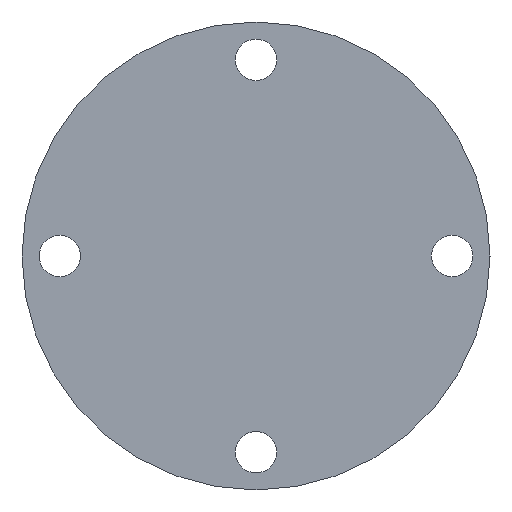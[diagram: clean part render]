
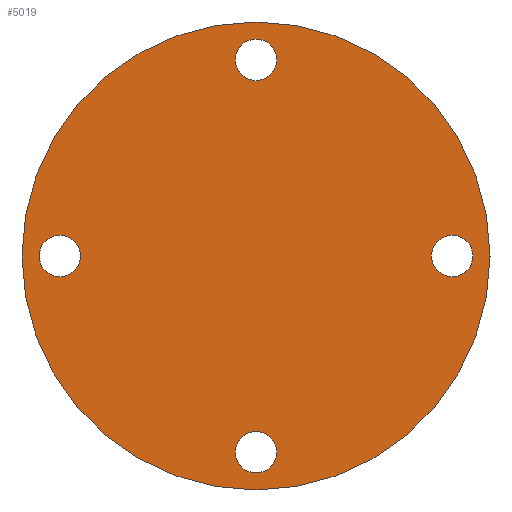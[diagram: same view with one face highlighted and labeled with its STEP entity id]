
A CAD part, front view. The second image highlights one B-rep face of the part: STEP entity #5019.
In plain terms, the highlighted planar face has unit normal (0, -1, 0).
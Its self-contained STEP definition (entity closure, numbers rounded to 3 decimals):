
#63 = ORIENTED_EDGE ( 'NONE', *, *, #8956, .T. ) ;
#128 = ORIENTED_EDGE ( 'NONE', *, *, #4410, .F. ) ;
#338 = CARTESIAN_POINT ( 'NONE',  ( -63.881, 0., 0. ) ) ;
#442 = DIRECTION ( 'NONE',  ( 0., 1., 0. ) ) ;
#521 = AXIS2_PLACEMENT_3D ( 'NONE', #10620, #442, #6381 ) ;
#715 = ORIENTED_EDGE ( 'NONE', *, *, #7831, .T. ) ;
#813 = CARTESIAN_POINT ( 'NONE',  ( -6.746, 0., -63.881 ) ) ;
#832 = AXIS2_PLACEMENT_3D ( 'NONE', #11170, #6136, #8046 ) ;
#846 = CIRCLE ( 'NONE', #3182, 6.746 ) ;
#974 = EDGE_CURVE ( 'NONE', #12249, #13242, #5695, .T. ) ;
#1071 = EDGE_LOOP ( 'NONE', ( #11378, #1731 ) ) ;
#1219 = CIRCLE ( 'NONE', #7170, 76.2 ) ;
#1251 = VERTEX_POINT ( 'NONE', #7588 ) ;
#1350 = VERTEX_POINT ( 'NONE', #813 ) ;
#1455 = VERTEX_POINT ( 'NONE', #1879 ) ;
#1647 = EDGE_LOOP ( 'NONE', ( #128, #11964 ) ) ;
#1658 = DIRECTION ( 'NONE',  ( 1., 0., 0. ) ) ;
#1731 = ORIENTED_EDGE ( 'NONE', *, *, #974, .T. ) ;
#1879 = CARTESIAN_POINT ( 'NONE',  ( -76.2, 0., 0. ) ) ;
#2076 = VERTEX_POINT ( 'NONE', #12281 ) ;
#2193 = FACE_BOUND ( 'NONE', #2531, .T. ) ;
#2314 = CIRCLE ( 'NONE', #832, 76.2 ) ;
#2531 = EDGE_LOOP ( 'NONE', ( #8590, #63 ) ) ;
#2532 = CARTESIAN_POINT ( 'NONE',  ( 0., 0., 63.881 ) ) ;
#2677 = FACE_BOUND ( 'NONE', #10025, .T. ) ;
#2691 = AXIS2_PLACEMENT_3D ( 'NONE', #2879, #4917, #10943 ) ;
#2805 = DIRECTION ( 'NONE',  ( 0., 1., 0. ) ) ;
#2879 = CARTESIAN_POINT ( 'NONE',  ( 63.881, 0., 0. ) ) ;
#2933 = CARTESIAN_POINT ( 'NONE',  ( 0., 0., 0. ) ) ;
#3102 = CARTESIAN_POINT ( 'NONE',  ( 6.746, 0., 63.881 ) ) ;
#3182 = AXIS2_PLACEMENT_3D ( 'NONE', #2532, #12818, #1658 ) ;
#3389 = CARTESIAN_POINT ( 'NONE',  ( 0., 0., 0. ) ) ;
#3611 = FACE_BOUND ( 'NONE', #9912, .T. ) ;
#3904 = DIRECTION ( 'NONE',  ( 1., 0., 0. ) ) ;
#4375 = CARTESIAN_POINT ( 'NONE',  ( -6.746, 0., 63.881 ) ) ;
#4410 = EDGE_CURVE ( 'NONE', #1455, #1251, #1219, .T. ) ;
#4520 = DIRECTION ( 'NONE',  ( 1., 0., 0. ) ) ;
#4601 = AXIS2_PLACEMENT_3D ( 'NONE', #4836, #12993, #6968 ) ;
#4836 = CARTESIAN_POINT ( 'NONE',  ( 0., 0., 63.881 ) ) ;
#4917 = DIRECTION ( 'NONE',  ( 0., 1., 0. ) ) ;
#4921 = EDGE_CURVE ( 'NONE', #5478, #11844, #5229, .T. ) ;
#5019 = ADVANCED_FACE ( 'NONE', ( #3611, #2193, #2677, #10485, #7084 ), #9506, .F. ) ;
#5100 = VERTEX_POINT ( 'NONE', #11849 ) ;
#5229 = CIRCLE ( 'NONE', #521, 6.746 ) ;
#5362 = EDGE_CURVE ( 'NONE', #1251, #1455, #2314, .T. ) ;
#5426 = ORIENTED_EDGE ( 'NONE', *, *, #4921, .T. ) ;
#5478 = VERTEX_POINT ( 'NONE', #12098 ) ;
#5508 = ORIENTED_EDGE ( 'NONE', *, *, #13097, .T. ) ;
#5666 = CIRCLE ( 'NONE', #2691, 6.746 ) ;
#5695 = CIRCLE ( 'NONE', #4601, 6.746 ) ;
#5724 = ORIENTED_EDGE ( 'NONE', *, *, #11672, .T. ) ;
#5962 = CIRCLE ( 'NONE', #9513, 6.746 ) ;
#6136 = DIRECTION ( 'NONE',  ( 0., 1., 0. ) ) ;
#6367 = DIRECTION ( 'NONE',  ( 0., 1., 0. ) ) ;
#6381 = DIRECTION ( 'NONE',  ( 1., 0., 0. ) ) ;
#6633 = EDGE_CURVE ( 'NONE', #13242, #12249, #846, .T. ) ;
#6902 = CIRCLE ( 'NONE', #10197, 6.746 ) ;
#6909 = CIRCLE ( 'NONE', #12328, 6.746 ) ;
#6968 = DIRECTION ( 'NONE',  ( 1., 0., 0. ) ) ;
#7084 = FACE_OUTER_BOUND ( 'NONE', #1647, .T. ) ;
#7170 = AXIS2_PLACEMENT_3D ( 'NONE', #2933, #2805, #3904 ) ;
#7218 = CARTESIAN_POINT ( 'NONE',  ( 0., 0., -63.881 ) ) ;
#7588 = CARTESIAN_POINT ( 'NONE',  ( 76.2, 0., 0. ) ) ;
#7831 = EDGE_CURVE ( 'NONE', #11844, #5478, #5962, .T. ) ;
#7962 = AXIS2_PLACEMENT_3D ( 'NONE', #8672, #8717, #4520 ) ;
#8046 = DIRECTION ( 'NONE',  ( 1., 0., 0. ) ) ;
#8366 = CIRCLE ( 'NONE', #7962, 6.746 ) ;
#8584 = CARTESIAN_POINT ( 'NONE',  ( -57.135, 0., 0. ) ) ;
#8590 = ORIENTED_EDGE ( 'NONE', *, *, #12011, .T. ) ;
#8672 = CARTESIAN_POINT ( 'NONE',  ( 63.881, 0., 0. ) ) ;
#8695 = DIRECTION ( 'NONE',  ( 1., 0., 0. ) ) ;
#8717 = DIRECTION ( 'NONE',  ( 0., 1., 0. ) ) ;
#8956 = EDGE_CURVE ( 'NONE', #1350, #2076, #6902, .T. ) ;
#9226 = VERTEX_POINT ( 'NONE', #10941 ) ;
#9506 = PLANE ( 'NONE',  #12654 ) ;
#9513 = AXIS2_PLACEMENT_3D ( 'NONE', #338, #6367, #11447 ) ;
#9912 = EDGE_LOOP ( 'NONE', ( #715, #5426 ) ) ;
#10025 = EDGE_LOOP ( 'NONE', ( #5508, #5724 ) ) ;
#10047 = DIRECTION ( 'NONE',  ( 0., 1., 0. ) ) ;
#10197 = AXIS2_PLACEMENT_3D ( 'NONE', #7218, #10366, #12446 ) ;
#10366 = DIRECTION ( 'NONE',  ( 0., 1., 0. ) ) ;
#10485 = FACE_BOUND ( 'NONE', #1071, .T. ) ;
#10529 = DIRECTION ( 'NONE',  ( 0., 1., 0. ) ) ;
#10620 = CARTESIAN_POINT ( 'NONE',  ( -63.881, 0., 0. ) ) ;
#10941 = CARTESIAN_POINT ( 'NONE',  ( 57.135, 0., 0. ) ) ;
#10943 = DIRECTION ( 'NONE',  ( 1., 0., 0. ) ) ;
#11170 = CARTESIAN_POINT ( 'NONE',  ( 0., 0., 0. ) ) ;
#11378 = ORIENTED_EDGE ( 'NONE', *, *, #6633, .T. ) ;
#11447 = DIRECTION ( 'NONE',  ( 1., 0., 0. ) ) ;
#11672 = EDGE_CURVE ( 'NONE', #9226, #5100, #8366, .T. ) ;
#11844 = VERTEX_POINT ( 'NONE', #8584 ) ;
#11849 = CARTESIAN_POINT ( 'NONE',  ( 70.627, 0., 0. ) ) ;
#11964 = ORIENTED_EDGE ( 'NONE', *, *, #5362, .F. ) ;
#12011 = EDGE_CURVE ( 'NONE', #2076, #1350, #6909, .T. ) ;
#12098 = CARTESIAN_POINT ( 'NONE',  ( -70.627, 0., 0. ) ) ;
#12249 = VERTEX_POINT ( 'NONE', #4375 ) ;
#12281 = CARTESIAN_POINT ( 'NONE',  ( 6.746, 0., -63.881 ) ) ;
#12328 = AXIS2_PLACEMENT_3D ( 'NONE', #13232, #10047, #13094 ) ;
#12446 = DIRECTION ( 'NONE',  ( 1., 0., 0. ) ) ;
#12654 = AXIS2_PLACEMENT_3D ( 'NONE', #3389, #10529, #8695 ) ;
#12818 = DIRECTION ( 'NONE',  ( 0., 1., 0. ) ) ;
#12993 = DIRECTION ( 'NONE',  ( 0., 1., 0. ) ) ;
#13094 = DIRECTION ( 'NONE',  ( 1., 0., 0. ) ) ;
#13097 = EDGE_CURVE ( 'NONE', #5100, #9226, #5666, .T. ) ;
#13232 = CARTESIAN_POINT ( 'NONE',  ( 0., 0., -63.881 ) ) ;
#13242 = VERTEX_POINT ( 'NONE', #3102 ) ;
